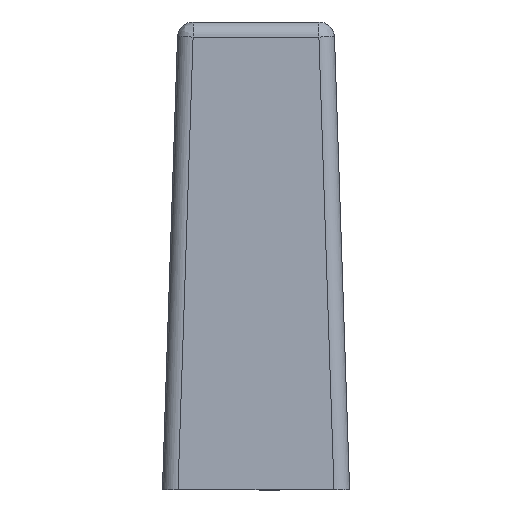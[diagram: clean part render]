
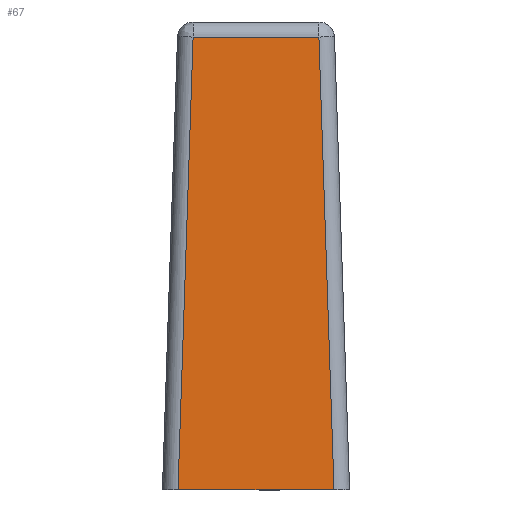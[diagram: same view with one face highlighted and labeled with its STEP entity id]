
A CAD part, left-side view. The second image highlights one B-rep face of the part: STEP entity #67.
In plain terms, the highlighted planar face has unit normal (-0.999, 0, 0.033).
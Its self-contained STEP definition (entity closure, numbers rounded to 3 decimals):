
#67=ADVANCED_FACE('',(#345),#344,.T.);
#344=PLANE('',#602);
#345=FACE_OUTER_BOUND('',#603,.T.);
#599=CARTESIAN_POINT('',(-45.097,-6.001,-2.903));
#600=DIRECTION('',(-0.999,0.,0.033));
#601=DIRECTION('',(0.033,0.,0.999));
#602=AXIS2_PLACEMENT_3D('',#599,#600,#601);
#603=EDGE_LOOP('',(#754,#755,#756,#757));
#754=ORIENTED_EDGE('',*,*,#860,.T.);
#755=ORIENTED_EDGE('',*,*,#852,.T.);
#756=ORIENTED_EDGE('',*,*,#871,.T.);
#757=ORIENTED_EDGE('',*,*,#834,.T.);
#834=EDGE_CURVE('',#1092,#1106,#1113,.T.);
#852=EDGE_CURVE('',#1186,#1226,#1234,.T.);
#860=EDGE_CURVE('',#1106,#1186,#1285,.T.);
#871=EDGE_CURVE('',#1226,#1092,#1354,.T.);
#1092=VERTEX_POINT('',#1566);
#1106=VERTEX_POINT('',#1574);
#1113=LINE('',#1579,#1580);
#1186=VERTEX_POINT('',#1624);
#1226=VERTEX_POINT('',#1650);
#1234=LINE('',#1655,#1656);
#1285=LINE('',#1684,#1685);
#1354=LINE('',#1723,#1724);
#1566=CARTESIAN_POINT('',(-45.,-5.001,0.));
#1574=CARTESIAN_POINT('',(-44.032,-4.033,29.033));
#1579=CARTESIAN_POINT('',(-45.,-5.001,0.));
#1580=VECTOR('',#1581,29.066);
#1581=DIRECTION('',(0.033,0.033,0.999));
#1624=CARTESIAN_POINT('',(-44.032,4.033,29.033));
#1650=CARTESIAN_POINT('',(-45.,5.001,0.));
#1655=CARTESIAN_POINT('',(-44.032,4.033,29.033));
#1656=VECTOR('',#1657,29.066);
#1657=DIRECTION('',(-0.033,0.033,-0.999));
#1684=CARTESIAN_POINT('',(-44.032,-4.033,29.033));
#1685=VECTOR('',#1686,8.065);
#1686=DIRECTION('',(0.,1.,0.));
#1723=CARTESIAN_POINT('',(-45.,5.001,0.));
#1724=VECTOR('',#1725,10.001);
#1725=DIRECTION('',(0.,-1.,0.));
